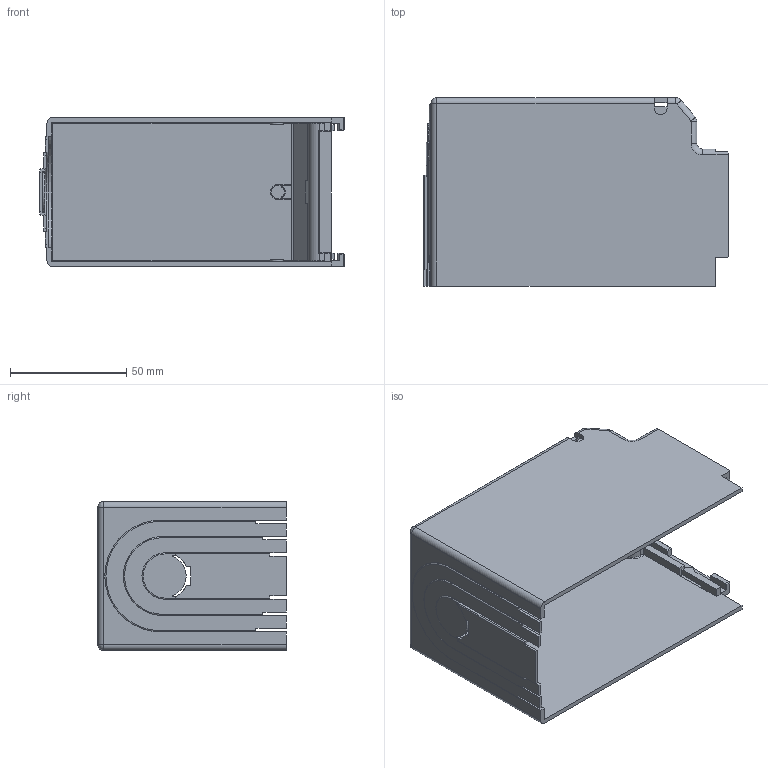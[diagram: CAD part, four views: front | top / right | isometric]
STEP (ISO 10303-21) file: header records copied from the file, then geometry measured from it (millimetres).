
FILE_DESCRIPTION((''),'2;1');
FILE_NAME('OSS400_JABAJABA_SW0001','2022-08-12T08:51:49',('FIANLEH10'),(''),'CREO PARAMETRIC BY PTC INC, 2020184','CREO PARAMETRIC BY PTC INC, 2020184','');
FILE_SCHEMA(('AUTOMOTIVE_DESIGN { 1 0 10303 214 1 1 1 1 }'));
Length unit declared in the file: millimetre
Products named in the file (1): OSS400_JABAJABA_SW0001
Bounding box: 130.9 x 81 x 64 mm (x, y, z)
Volume: 63068 mm3; surface area: 68327.8 mm2
Topology: 1 solids, 1 shells, 267 faces, 743 edges, 468 vertices
Faces by surface type: plane 176, cylinder 68, bspline 8, torus 7, sphere 6, cone 2
Entity records: 11062 total; most frequent: CARTESIAN_POINT 1701, ORIENTED_EDGE 1474, DIRECTION 1424, EDGE_CURVE 737, VECTOR 581, LINE 581, VERTEX_POINT 468, AXIS2_PLACEMENT_3D 420
